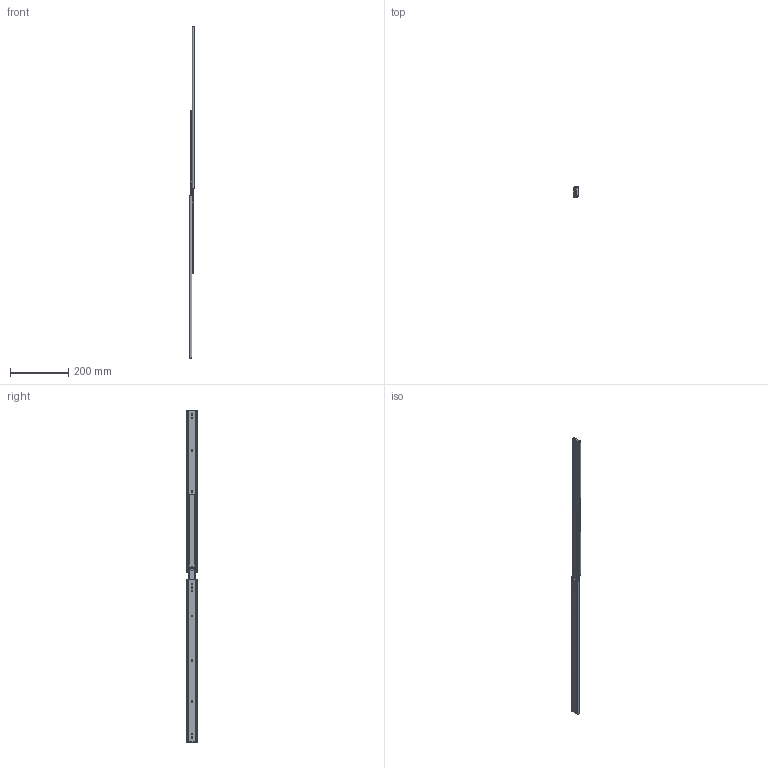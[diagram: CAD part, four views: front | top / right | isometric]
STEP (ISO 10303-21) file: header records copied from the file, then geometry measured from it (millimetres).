
FILE_DESCRIPTION (( 'STEP AP203' ), '1' );
FILE_NAME ('U31-22.STEP', '2020-06-25T04:13:56', ( '' ), ( '' ), 'SwSTEP 2.0', 'SolidWorks 2019', '' );
FILE_SCHEMA (( 'CONFIG_CONTROL_DESIGN' ));
Length unit declared in the file: millimetre
Products named in the file (3): OM U31-22; U31-22; IM U31-22
Assembly tree (4 placements, depth 2):
  U31-22
    OM U31-22  x2
    IM U31-22  x2
Bounding box: 19 x 35.08 x 1139.1 mm (x, y, z)
Volume: 132401.2 mm3; surface area: 184103.2 mm2
Topology: 4 solids, 4 shells, 276 faces, 800 edges, 532 vertices
Faces by surface type: plane 144, cylinder 132
Entity records: 5113 total; most frequent: CARTESIAN_POINT 1065, ORIENTED_EDGE 800, DIRECTION 762, EDGE_CURVE 400, VERTEX_POINT 266, AXIS2_PLACEMENT_3D 263, LINE 236, VECTOR 236
